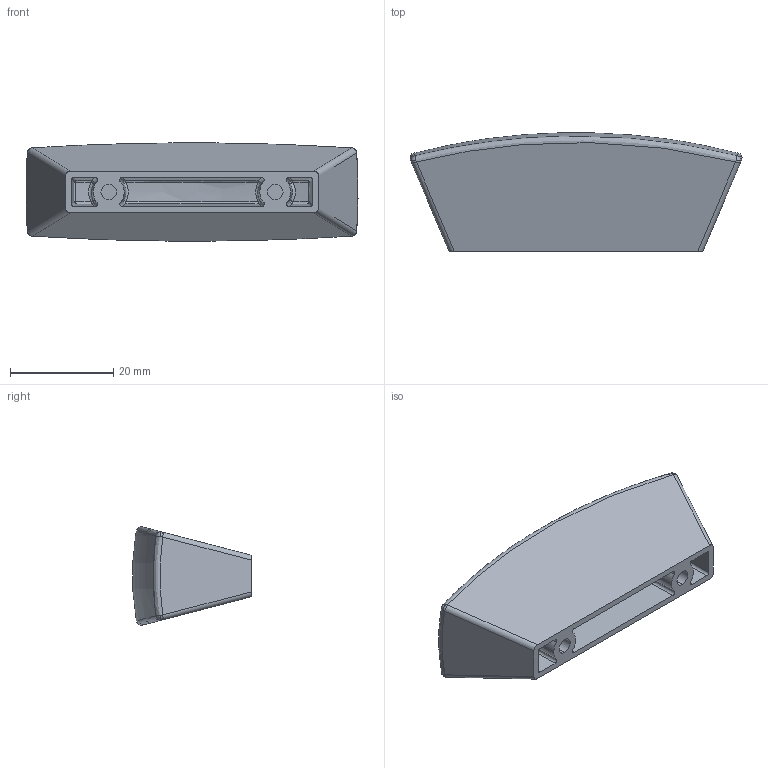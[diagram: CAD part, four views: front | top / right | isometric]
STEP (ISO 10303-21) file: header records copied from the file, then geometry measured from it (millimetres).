
FILE_DESCRIPTION (( 'STEP AP214' ), '1' );
FILE_NAME ('Duna 32mm.STEP', '2019-04-04T11:53:12', ( '' ), ( '' ), 'SwSTEP 2.0', 'SolidWorks 2018', '' );
FILE_SCHEMA (( 'AUTOMOTIVE_DESIGN' ));
Length unit declared in the file: millimetre
Products named in the file (1): Duna 32mm
Bounding box: 64.18 x 22.91 x 19 mm (x, y, z)
Volume: 13427.3 mm3; surface area: 6656.1 mm2
Topology: 1 solids, 1 shells, 79 faces, 180 edges, 104 vertices
Faces by surface type: bspline 24, sphere 20, plane 15, cylinder 12, torus 4, cone 4
Entity records: 2734 total; most frequent: CARTESIAN_POINT 1194, ORIENTED_EDGE 336, DIRECTION 288, EDGE_CURVE 168, AXIS2_PLACEMENT_3D 128, VERTEX_POINT 96, EDGE_LOOP 84, ADVANCED_FACE 79
